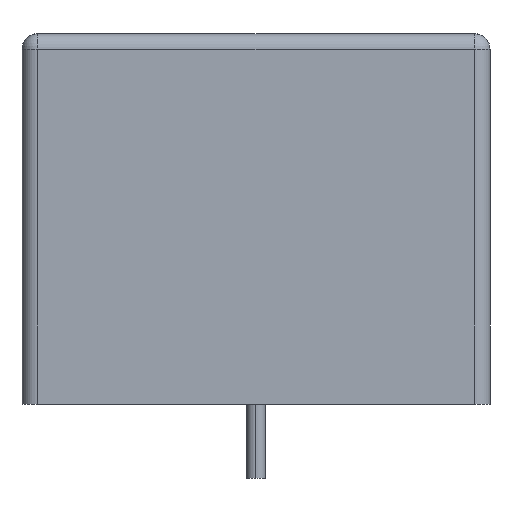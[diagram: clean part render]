
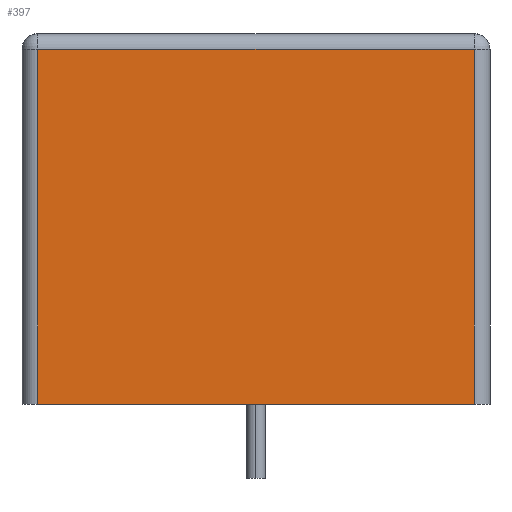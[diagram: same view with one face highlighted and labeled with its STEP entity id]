
A CAD part, left-side view. The second image highlights one B-rep face of the part: STEP entity #397.
In plain terms, the highlighted planar face has unit normal (-1, 0, 0).
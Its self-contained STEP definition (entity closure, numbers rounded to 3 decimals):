
#209=CARTESIAN_POINT('',(-20.75,-11.2,18.2));
#210=VERTEX_POINT('',#209);
#224=CARTESIAN_POINT('',(-20.75,11.2,18.2));
#225=VERTEX_POINT('',#224);
#233=CARTESIAN_POINT('',(-20.75,11.2,18.2));
#234=DIRECTION('',(0.0,-1.0,0.0));
#235=VECTOR('',#234,22.4);
#236=LINE('',#233,#235);
#237=EDGE_CURVE('',#225,#210,#236,.T.);
#355=CARTESIAN_POINT('',(-20.75,-11.2,0.0));
#356=VERTEX_POINT('',#355);
#357=CARTESIAN_POINT('',(-20.75,-11.2,0.0));
#358=DIRECTION('',(0.0,0.0,1.0));
#359=VECTOR('',#358,18.2);
#360=LINE('',#357,#359);
#361=EDGE_CURVE('',#356,#210,#360,.T.);
#374=CARTESIAN_POINT('',(-20.75,-11.2,0.0));
#375=DIRECTION('',(-1.0,0.0,0.0));
#376=DIRECTION('',(0.0,0.0,1.0));
#377=AXIS2_PLACEMENT_3D('',#374,#375,#376);
#378=PLANE('',#377);
#379=ORIENTED_EDGE('',*,*,#237,.F.);
#380=CARTESIAN_POINT('',(-20.75,11.2,0.0));
#381=VERTEX_POINT('',#380);
#382=CARTESIAN_POINT('',(-20.75,11.2,0.0));
#383=DIRECTION('',(0.0,0.0,1.0));
#384=VECTOR('',#383,18.2);
#385=LINE('',#382,#384);
#386=EDGE_CURVE('',#381,#225,#385,.T.);
#387=ORIENTED_EDGE('',*,*,#386,.F.);
#388=CARTESIAN_POINT('',(-20.75,11.2,0.0));
#389=DIRECTION('',(0.0,-1.0,0.0));
#390=VECTOR('',#389,22.4);
#391=LINE('',#388,#390);
#392=EDGE_CURVE('',#381,#356,#391,.T.);
#393=ORIENTED_EDGE('',*,*,#392,.T.);
#394=ORIENTED_EDGE('',*,*,#361,.T.);
#395=EDGE_LOOP('',(#379,#387,#393,#394));
#396=FACE_OUTER_BOUND('',#395,.T.);
#397=ADVANCED_FACE('',(#396),#378,.T.);
